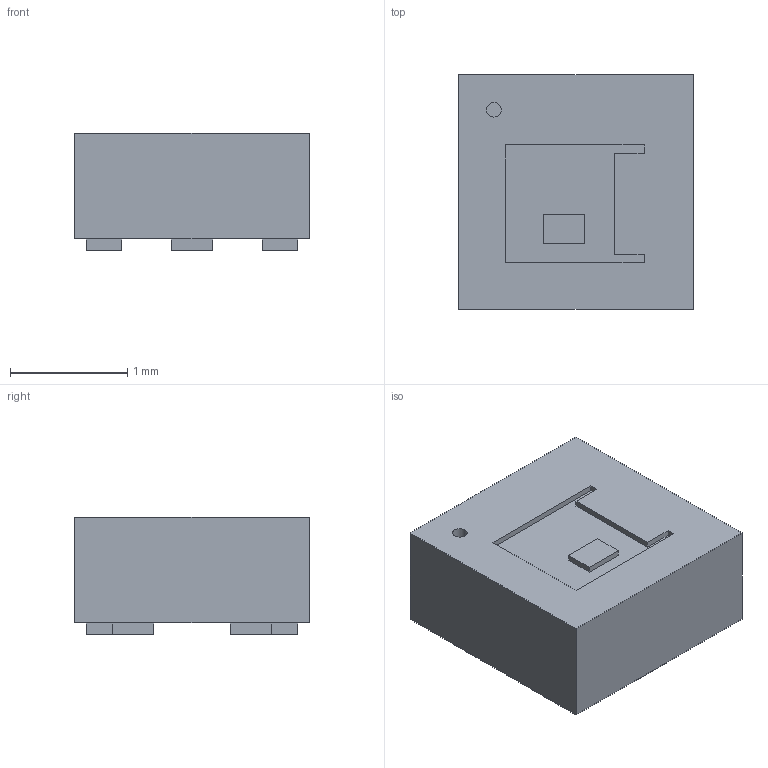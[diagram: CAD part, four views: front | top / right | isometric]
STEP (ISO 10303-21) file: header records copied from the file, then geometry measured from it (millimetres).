
FILE_DESCRIPTION (( 'STEP AP214' ), '1' );
FILE_NAME ('HTS221TR.STEP', '2021-04-28T08:38:03', ( '' ), ( '' ), 'SwSTEP 2.0', 'SolidWorks 2020', '' );
FILE_SCHEMA (( 'AUTOMOTIVE_DESIGN' ));
Length unit declared in the file: millimetre
Products named in the file (1): HTS221TR
Bounding box: 2 x 2 x 1 mm (x, y, z)
Volume: 3.6 mm3; surface area: 16.3 mm2
Topology: 1 solids, 1 shells, 54 faces, 129 edges, 86 vertices
Faces by surface type: plane 52, cylinder 2
Entity records: 2000 total; most frequent: CARTESIAN_POINT 270, ORIENTED_EDGE 258, DIRECTION 243, EDGE_CURVE 129, LINE 125, VECTOR 125, VERTEX_POINT 86, EDGE_LOOP 63
